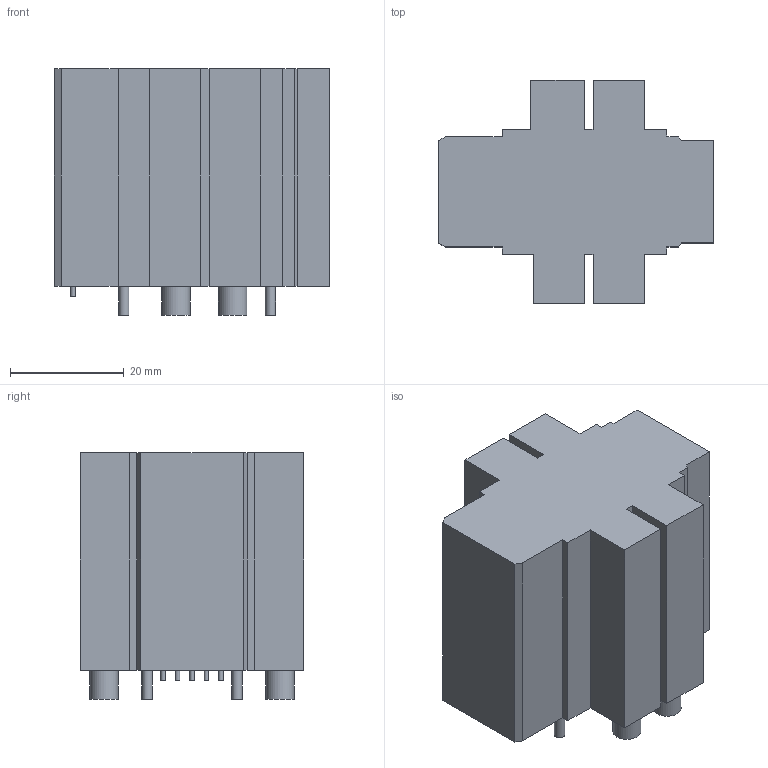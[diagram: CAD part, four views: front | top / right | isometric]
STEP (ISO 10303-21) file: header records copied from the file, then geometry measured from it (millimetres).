
FILE_DESCRIPTION(('FreeCAD Model'),'2;1');
FILE_NAME('17084362.1.8.stp','2022-10-27T04:23:42',( 'Author'),(''),'Open CASCADE STEP processor 6.9','FreeCAD','Unknown' );
FILE_SCHEMA(('AUTOMOTIVE_DESIGN { 1 0 10303 214 1 1 1 1 }'));
Length unit declared in the file: millimetre
Products named in the file (4): ASSEMBLY; Body; Lugs; Leads
Assembly tree (3 placements, depth 2):
  ASSEMBLY
    Body
    Lugs
    Leads
Bounding box: 48.4 x 39.25 x 43.45 mm (x, y, z)
Volume: 51079.1 mm3; surface area: 11261.5 mm2
Topology: 14 solids, 14 shells, 76 faces, 144 edges, 96 vertices
Faces by surface type: plane 63, cylinder 13
Full cylindrical faces by diameter (mm): 0.8 x5, 1.8 x4, 5 x4
Entity records: 3935 total; most frequent: DIRECTION 618, CARTESIAN_POINT 608, LINE 380, VECTOR 380, ORIENTED_EDGE 288, PCURVE 288, DEFINITIONAL_REPRESENTATION 288, EDGE_CURVE 144
